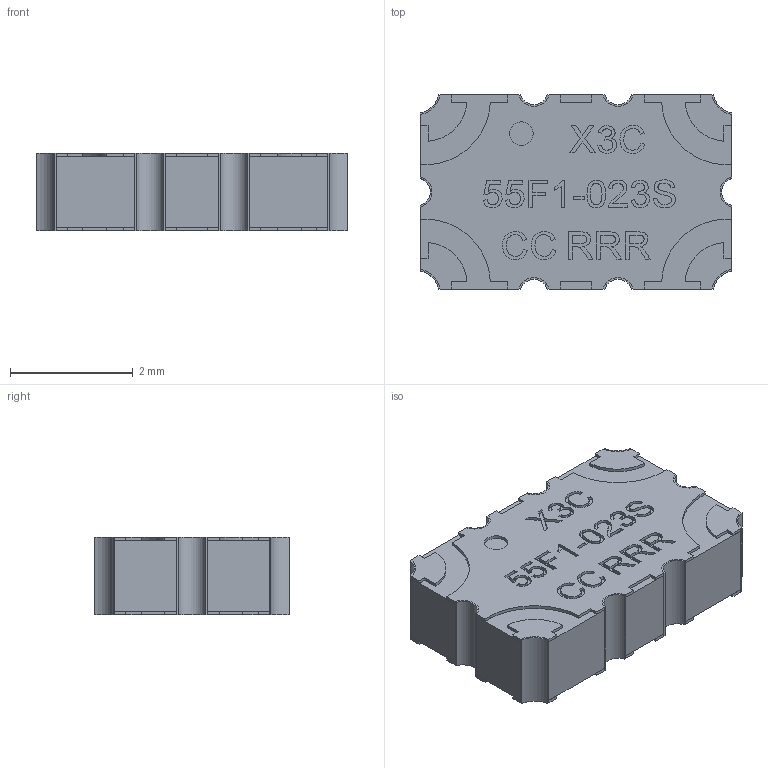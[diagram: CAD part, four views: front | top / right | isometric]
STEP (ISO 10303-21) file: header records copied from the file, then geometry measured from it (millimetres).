
FILE_DESCRIPTION (( 'STEP AP203' ), '1' );
FILE_NAME ('X3C55F1-023S.STEP', '2024-01-25T18:15:34', ( '' ), ( '' ), 'SwSTEP 2.0', 'SolidWorks 2023', '' );
FILE_SCHEMA (( 'CONFIG_CONTROL_DESIGN' ));
Length unit declared in the file: inch
Products named in the file (1): X3C55F1-023S
Bounding box: 5.08 x 3.17 x 1.27 mm (x, y, z)
Volume: 19.4 mm3; surface area: 117.4 mm2
Topology: 25 solids, 25 shells, 496 faces, 1338 edges, 892 vertices
Faces by surface type: plane 296, bspline 133, cylinder 67
Entity records: 21977 total; most frequent: CARTESIAN_POINT 10172, ORIENTED_EDGE 2676, DIRECTION 1934, EDGE_CURVE 1338, VECTOR 938, LINE 938, VERTEX_POINT 892, EDGE_LOOP 534
